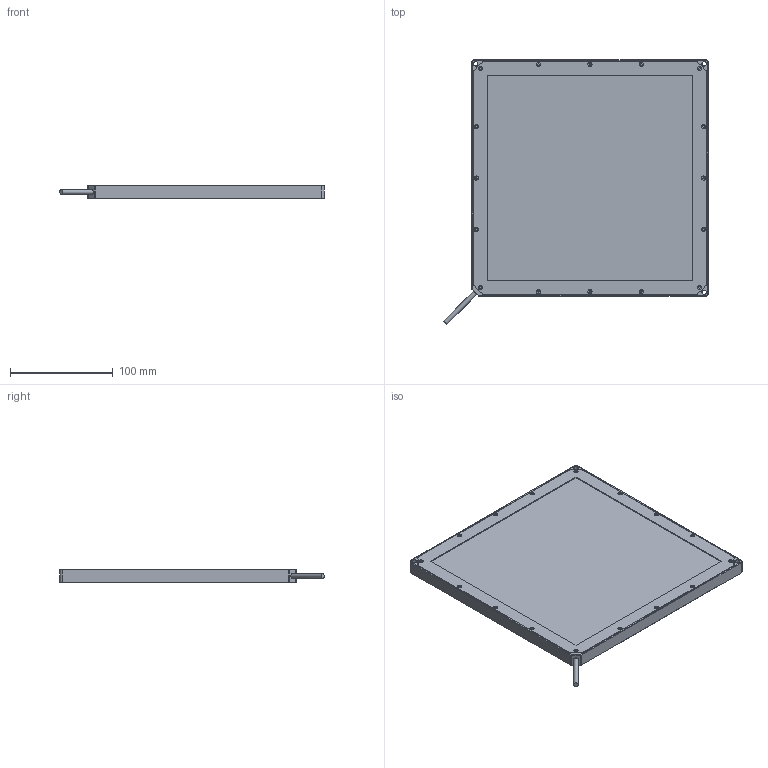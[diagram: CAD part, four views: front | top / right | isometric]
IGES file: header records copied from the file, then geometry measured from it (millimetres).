
Global section: file name: BE-F200-200-FX-K; native system: Autodesk Inventor 2015; preprocessor: unknown; author: lck; date: 20150721.153640; units: millimetre
Bounding box: 257.12 x 257.12 x 13.1 mm (x, y, z)
Volume: 245897.4 mm3; surface area: 208997 mm2
Topology: 2 solids, 3 shells, 324 faces, 746 edges, 462 vertices
Faces by surface type: bspline 324
